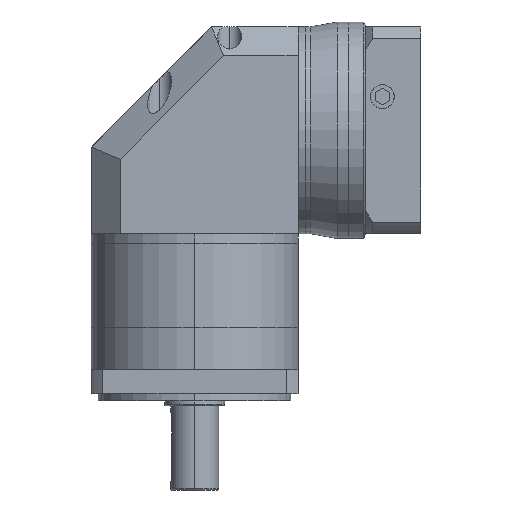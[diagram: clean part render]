
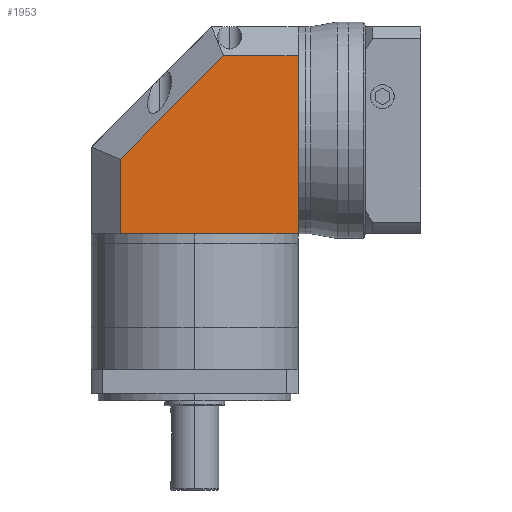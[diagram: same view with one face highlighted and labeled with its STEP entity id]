
A CAD part, left-side view. The second image highlights one B-rep face of the part: STEP entity #1953.
In plain terms, the highlighted planar face has unit normal (-1, 0, 0).
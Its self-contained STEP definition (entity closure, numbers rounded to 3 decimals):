
#44 = ORIENTED_EDGE ( 'NONE', *, *, #9646, .T. ) ;
#77 = EDGE_LOOP ( 'NONE', ( #9096, #2740, #5916, #2506, #9434, #8157, #44 ) ) ;
#289 = VECTOR ( 'NONE', #10381, 1000. ) ;
#533 = LINE ( 'NONE', #676, #8823 ) ;
#676 = CARTESIAN_POINT ( 'NONE',  ( -43., 31., 86. ) ) ;
#724 = PLANE ( 'NONE',  #7052 ) ;
#1018 = VERTEX_POINT ( 'NONE', #4076 ) ;
#1283 = VERTEX_POINT ( 'NONE', #4303 ) ;
#1670 = DIRECTION ( 'NONE',  ( 0., 0., -1. ) ) ;
#1723 = VECTOR ( 'NONE', #5611, 1000. ) ;
#1736 = DIRECTION ( 'NONE',  ( 1., 0., 0. ) ) ;
#1782 = CARTESIAN_POINT ( 'NONE',  ( -43., -11.971, 74. ) ) ;
#1878 = LINE ( 'NONE', #6279, #10172 ) ;
#1953 = ADVANCED_FACE ( 'NONE', ( #9548 ), #724, .F. ) ;
#2095 = CARTESIAN_POINT ( 'NONE',  ( -43., -43., 86. ) ) ;
#2506 = ORIENTED_EDGE ( 'NONE', *, *, #10110, .T. ) ;
#2612 = EDGE_CURVE ( 'NONE', #5423, #9215, #8134, .T. ) ;
#2740 = ORIENTED_EDGE ( 'NONE', *, *, #3089, .T. ) ;
#3089 = EDGE_CURVE ( 'NONE', #9215, #1283, #533, .T. ) ;
#3097 = DIRECTION ( 'NONE',  ( 0., 0., -1. ) ) ;
#3329 = LINE ( 'NONE', #4960, #9718 ) ;
#3795 = VECTOR ( 'NONE', #5701, 1000. ) ;
#4021 = EDGE_CURVE ( 'NONE', #1018, #4884, #7798, .T. ) ;
#4076 = CARTESIAN_POINT ( 'NONE',  ( -43., -43., 74. ) ) ;
#4303 = CARTESIAN_POINT ( 'NONE',  ( -43., 31., 0. ) ) ;
#4860 = EDGE_CURVE ( 'NONE', #4884, #5700, #9335, .T. ) ;
#4884 = VERTEX_POINT ( 'NONE', #10406 ) ;
#4908 = CARTESIAN_POINT ( 'NONE',  ( -43., -43., 74. ) ) ;
#4960 = CARTESIAN_POINT ( 'NONE',  ( -43., -43., 0. ) ) ;
#5129 = CARTESIAN_POINT ( 'NONE',  ( -43., 34.515, 27.515 ) ) ;
#5423 = VERTEX_POINT ( 'NONE', #1782 ) ;
#5611 = DIRECTION ( 'NONE',  ( 0., 0.707, -0.707 ) ) ;
#5672 = VECTOR ( 'NONE', #8301, 1000. ) ;
#5700 = VERTEX_POINT ( 'NONE', #6215 ) ;
#5701 = DIRECTION ( 'NONE',  ( 0., 1., 0. ) ) ;
#5891 = CARTESIAN_POINT ( 'NONE',  ( -43., -43., 86. ) ) ;
#5916 = ORIENTED_EDGE ( 'NONE', *, *, #8363, .T. ) ;
#6174 = LINE ( 'NONE', #4908, #3795 ) ;
#6215 = CARTESIAN_POINT ( 'NONE',  ( -43., -43., 0. ) ) ;
#6279 = CARTESIAN_POINT ( 'NONE',  ( -43., -43., 0. ) ) ;
#6319 = DIRECTION ( 'NONE',  ( 0., -1., 0. ) ) ;
#6388 = CARTESIAN_POINT ( 'NONE',  ( -43., -43., 86. ) ) ;
#6635 = CARTESIAN_POINT ( 'NONE',  ( -43., 0., 0. ) ) ;
#6999 = CARTESIAN_POINT ( 'NONE',  ( -43., 31., 31.029 ) ) ;
#7052 = AXIS2_PLACEMENT_3D ( 'NONE', #2095, #1736, #1670 ) ;
#7798 = LINE ( 'NONE', #5891, #5672 ) ;
#8134 = LINE ( 'NONE', #5129, #1723 ) ;
#8157 = ORIENTED_EDGE ( 'NONE', *, *, #4021, .F. ) ;
#8301 = DIRECTION ( 'NONE',  ( 0., 0., -1. ) ) ;
#8363 = EDGE_CURVE ( 'NONE', #1283, #9513, #3329, .T. ) ;
#8823 = VECTOR ( 'NONE', #3097, 1000. ) ;
#9096 = ORIENTED_EDGE ( 'NONE', *, *, #2612, .T. ) ;
#9215 = VERTEX_POINT ( 'NONE', #6999 ) ;
#9335 = LINE ( 'NONE', #6388, #289 ) ;
#9434 = ORIENTED_EDGE ( 'NONE', *, *, #4860, .F. ) ;
#9513 = VERTEX_POINT ( 'NONE', #6635 ) ;
#9548 = FACE_OUTER_BOUND ( 'NONE', #77, .T. ) ;
#9646 = EDGE_CURVE ( 'NONE', #1018, #5423, #6174, .T. ) ;
#9718 = VECTOR ( 'NONE', #9745, 1000. ) ;
#9745 = DIRECTION ( 'NONE',  ( 0., -1., 0. ) ) ;
#10110 = EDGE_CURVE ( 'NONE', #9513, #5700, #1878, .T. ) ;
#10172 = VECTOR ( 'NONE', #6319, 1000. ) ;
#10381 = DIRECTION ( 'NONE',  ( 0., 0., -1. ) ) ;
#10406 = CARTESIAN_POINT ( 'NONE',  ( -43., -43., 43. ) ) ;
